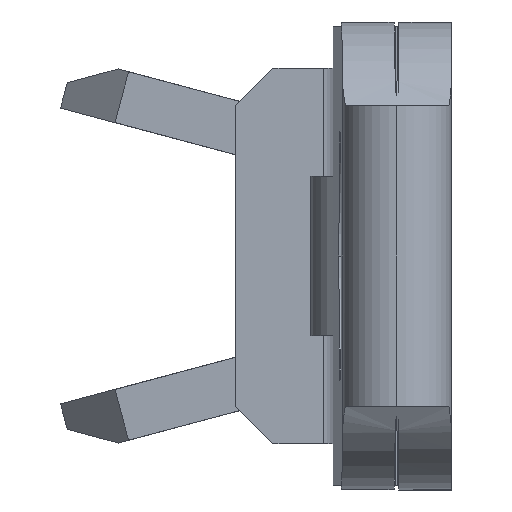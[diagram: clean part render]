
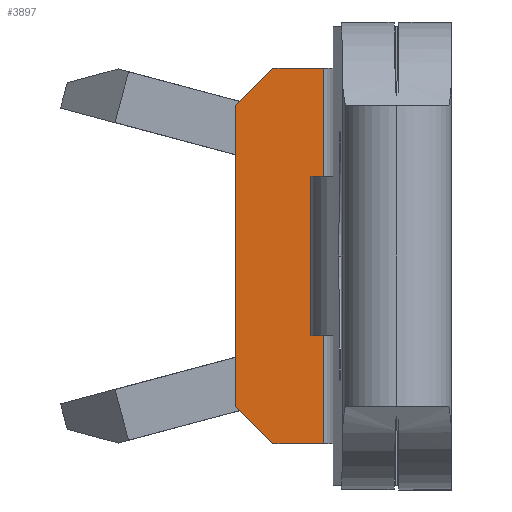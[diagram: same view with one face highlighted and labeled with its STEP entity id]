
A CAD part, left-side view. The second image highlights one B-rep face of the part: STEP entity #3897.
In plain terms, the highlighted planar face has unit normal (-1, 0, 0).
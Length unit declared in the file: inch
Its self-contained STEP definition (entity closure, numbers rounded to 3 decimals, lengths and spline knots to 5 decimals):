
#89 = DIRECTION ( 'NONE',  ( 0., 0., -1. ) ) ;
#117 = EDGE_LOOP ( 'NONE', ( #4227, #1110, #1208, #1346, #1319, #3381 ) ) ;
#191 = LINE ( 'NONE', #2045, #4716 ) ;
#237 = VERTEX_POINT ( 'NONE', #1072 ) ;
#306 = LINE ( 'NONE', #2499, #2509 ) ;
#379 = CARTESIAN_POINT ( 'NONE',  ( 0.861, 0.039, 0.1 ) ) ;
#463 = EDGE_CURVE ( 'NONE', #1521, #2126, #1215, .T. ) ;
#466 = VECTOR ( 'NONE', #5640, 39.37008 ) ;
#754 = LINE ( 'NONE', #5156, #3857 ) ;
#821 = VERTEX_POINT ( 'NONE', #1001 ) ;
#844 = PLANE ( 'NONE',  #4077 ) ;
#1001 = CARTESIAN_POINT ( 'NONE',  ( 0.861, 0.039, -0.1 ) ) ;
#1072 = CARTESIAN_POINT ( 'NONE',  ( 0.861, 0.086, 0.08 ) ) ;
#1110 = ORIENTED_EDGE ( 'NONE', *, *, #1365, .T. ) ;
#1208 = ORIENTED_EDGE ( 'NONE', *, *, #3842, .T. ) ;
#1215 = LINE ( 'NONE', #5659, #466 ) ;
#1249 = VECTOR ( 'NONE', #5209, 39.37008 ) ;
#1310 = DIRECTION ( 'NONE',  ( 0., 0., -1. ) ) ;
#1319 = ORIENTED_EDGE ( 'NONE', *, *, #3780, .T. ) ;
#1346 = ORIENTED_EDGE ( 'NONE', *, *, #2734, .T. ) ;
#1365 = EDGE_CURVE ( 'NONE', #2126, #237, #191, .T. ) ;
#1521 = VERTEX_POINT ( 'NONE', #379 ) ;
#1668 = EDGE_CURVE ( 'NONE', #1521, #821, #5663, .T. ) ;
#2045 = CARTESIAN_POINT ( 'NONE',  ( 0.861, 0.066, 0.1 ) ) ;
#2126 = VERTEX_POINT ( 'NONE', #5575 ) ;
#2322 = VERTEX_POINT ( 'NONE', #4450 ) ;
#2499 = CARTESIAN_POINT ( 'NONE',  ( 0.861, 0.066, -0.1 ) ) ;
#2509 = VECTOR ( 'NONE', #3814, 39.37008 ) ;
#2545 = DIRECTION ( 'NONE',  ( 0., -1., 0. ) ) ;
#2579 = CARTESIAN_POINT ( 'NONE',  ( 0.861, 0.086, 0.1245 ) ) ;
#2734 = EDGE_CURVE ( 'NONE', #2322, #3597, #306, .T. ) ;
#3332 = VECTOR ( 'NONE', #89, 39.37008 ) ;
#3381 = ORIENTED_EDGE ( 'NONE', *, *, #1668, .F. ) ;
#3479 = CARTESIAN_POINT ( 'NONE',  ( 0.861, 0.066, -0.1 ) ) ;
#3588 = LINE ( 'NONE', #2579, #1249 ) ;
#3597 = VERTEX_POINT ( 'NONE', #3479 ) ;
#3780 = EDGE_CURVE ( 'NONE', #3597, #821, #754, .T. ) ;
#3814 = DIRECTION ( 'NONE',  ( 0., -0.707, -0.707 ) ) ;
#3842 = EDGE_CURVE ( 'NONE', #237, #2322, #3588, .T. ) ;
#3857 = VECTOR ( 'NONE', #2545, 39.37008 ) ;
#3897 = ADVANCED_FACE ( 'NONE', ( #5635 ), #844, .F. ) ;
#3936 = DIRECTION ( 'NONE',  ( 1., 0., 0. ) ) ;
#4077 = AXIS2_PLACEMENT_3D ( 'NONE', #5227, #3936, #1310 ) ;
#4227 = ORIENTED_EDGE ( 'NONE', *, *, #463, .T. ) ;
#4450 = CARTESIAN_POINT ( 'NONE',  ( 0.861, 0.086, -0.08 ) ) ;
#4640 = DIRECTION ( 'NONE',  ( 0., 0.707, -0.707 ) ) ;
#4716 = VECTOR ( 'NONE', #4640, 39.37008 ) ;
#5156 = CARTESIAN_POINT ( 'NONE',  ( 0.861, 0.086, -0.1 ) ) ;
#5209 = DIRECTION ( 'NONE',  ( 0., 0., -1. ) ) ;
#5227 = CARTESIAN_POINT ( 'NONE',  ( 0.861, 0.086, 0.1245 ) ) ;
#5321 = CARTESIAN_POINT ( 'NONE',  ( 0.861, 0.039, 0.1245 ) ) ;
#5575 = CARTESIAN_POINT ( 'NONE',  ( 0.861, 0.066, 0.1 ) ) ;
#5635 = FACE_OUTER_BOUND ( 'NONE', #117, .T. ) ;
#5640 = DIRECTION ( 'NONE',  ( 0., 1., 0. ) ) ;
#5659 = CARTESIAN_POINT ( 'NONE',  ( 0.861, 0.086, 0.1 ) ) ;
#5663 = LINE ( 'NONE', #5321, #3332 ) ;
